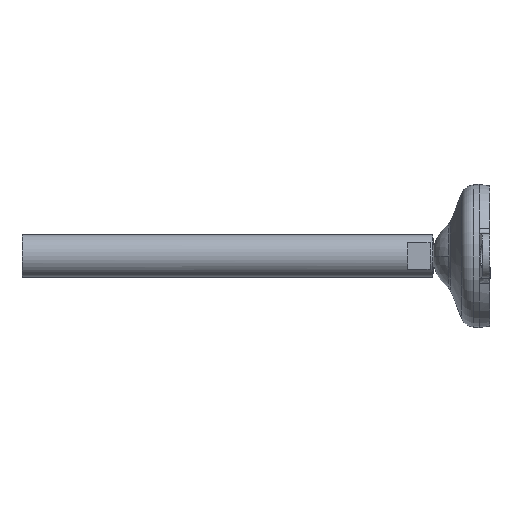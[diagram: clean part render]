
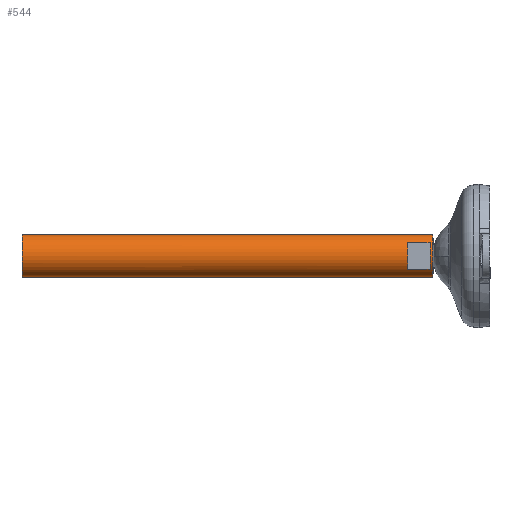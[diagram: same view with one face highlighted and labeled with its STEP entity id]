
A CAD part, left-side view. The second image highlights one B-rep face of the part: STEP entity #544.
In plain terms, the highlighted cylindrical face has radius 12 mm (diameter 24 mm), a partial arc.
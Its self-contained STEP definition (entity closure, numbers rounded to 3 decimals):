
#12 = DIRECTION ( 'NONE',  ( 0., 1., 0. ) ) ;
#16 = CARTESIAN_POINT ( 'NONE',  ( 0., 32., 12. ) ) ;
#18 = CARTESIAN_POINT ( 'NONE',  ( -9.5, 0., -7.331 ) ) ;
#42 = DIRECTION ( 'NONE',  ( 0., 0., -1. ) ) ;
#61 = EDGE_LOOP ( 'NONE', ( #816, #1150, #789, #1144 ) ) ;
#77 = DIRECTION ( 'NONE',  ( 0., -1., 0. ) ) ;
#81 = DIRECTION ( 'NONE',  ( 0., 0., 1. ) ) ;
#99 = CIRCLE ( 'NONE', #449, 12. ) ;
#121 = VECTOR ( 'NONE', #538, 1000. ) ;
#134 = FACE_BOUND ( 'NONE', #320, .T. ) ;
#141 = AXIS2_PLACEMENT_3D ( 'NONE', #1035, #77, #42 ) ;
#161 = CARTESIAN_POINT ( 'NONE',  ( 0., 0., -12. ) ) ;
#217 = AXIS2_PLACEMENT_3D ( 'NONE', #757, #1095, #1226 ) ;
#227 = CARTESIAN_POINT ( 'NONE',  ( -9.5, 33.5, 7.331 ) ) ;
#235 = VERTEX_POINT ( 'NONE', #655 ) ;
#313 = ORIENTED_EDGE ( 'NONE', *, *, #1275, .T. ) ;
#314 = DIRECTION ( 'NONE',  ( 0., 1., 0. ) ) ;
#320 = EDGE_LOOP ( 'NONE', ( #313, #841, #891, #1190 ) ) ;
#326 = LINE ( 'NONE', #480, #1395 ) ;
#335 = DIRECTION ( 'NONE',  ( 0., 0., -1. ) ) ;
#343 = CARTESIAN_POINT ( 'NONE',  ( 0., 32., -12. ) ) ;
#358 = VERTEX_POINT ( 'NONE', #343 ) ;
#369 = LINE ( 'NONE', #18, #1223 ) ;
#371 = CIRCLE ( 'NONE', #1346, 12. ) ;
#402 = VERTEX_POINT ( 'NONE', #845 ) ;
#412 = EDGE_CURVE ( 'NONE', #1141, #358, #371, .T. ) ;
#443 = VERTEX_POINT ( 'NONE', #870 ) ;
#449 = AXIS2_PLACEMENT_3D ( 'NONE', #1432, #720, #1086 ) ;
#480 = CARTESIAN_POINT ( 'NONE',  ( 0., 0., 12. ) ) ;
#538 = DIRECTION ( 'NONE',  ( 0., -1., 0. ) ) ;
#544 = ADVANCED_FACE ( 'NONE', ( #744, #134 ), #624, .T. ) ;
#604 = VERTEX_POINT ( 'NONE', #1387 ) ;
#610 = AXIS2_PLACEMENT_3D ( 'NONE', #1183, #314, #81 ) ;
#614 = EDGE_CURVE ( 'NONE', #443, #402, #1220, .T. ) ;
#624 = CYLINDRICAL_SURFACE ( 'NONE', #217, 12. ) ;
#655 = CARTESIAN_POINT ( 'NONE',  ( -9.5, 46., -7.331 ) ) ;
#657 = EDGE_CURVE ( 'NONE', #402, #358, #1239, .T. ) ;
#709 = EDGE_CURVE ( 'NONE', #443, #1141, #326, .T. ) ;
#720 = DIRECTION ( 'NONE',  ( 0., -1., 0. ) ) ;
#728 = VERTEX_POINT ( 'NONE', #227 ) ;
#744 = FACE_OUTER_BOUND ( 'NONE', #61, .T. ) ;
#757 = CARTESIAN_POINT ( 'NONE',  ( 0., 0., 0. ) ) ;
#789 = ORIENTED_EDGE ( 'NONE', *, *, #657, .T. ) ;
#816 = ORIENTED_EDGE ( 'NONE', *, *, #709, .F. ) ;
#837 = CARTESIAN_POINT ( 'NONE',  ( 0., 32., 0. ) ) ;
#841 = ORIENTED_EDGE ( 'NONE', *, *, #1069, .T. ) ;
#845 = CARTESIAN_POINT ( 'NONE',  ( 0., 261.5, -12. ) ) ;
#870 = CARTESIAN_POINT ( 'NONE',  ( 0., 261.5, 12. ) ) ;
#891 = ORIENTED_EDGE ( 'NONE', *, *, #924, .T. ) ;
#905 = VERTEX_POINT ( 'NONE', #1224 ) ;
#924 = EDGE_CURVE ( 'NONE', #604, #728, #1082, .T. ) ;
#985 = CARTESIAN_POINT ( 'NONE',  ( -9.5, 0., 7.331 ) ) ;
#1026 = CIRCLE ( 'NONE', #610, 12. ) ;
#1035 = CARTESIAN_POINT ( 'NONE',  ( 0., 261.5, 0. ) ) ;
#1069 = EDGE_CURVE ( 'NONE', #235, #604, #1026, .T. ) ;
#1082 = LINE ( 'NONE', #985, #1274 ) ;
#1086 = DIRECTION ( 'NONE',  ( 0., 0., -1. ) ) ;
#1095 = DIRECTION ( 'NONE',  ( 0., -1., 0. ) ) ;
#1141 = VERTEX_POINT ( 'NONE', #16 ) ;
#1144 = ORIENTED_EDGE ( 'NONE', *, *, #412, .F. ) ;
#1150 = ORIENTED_EDGE ( 'NONE', *, *, #614, .T. ) ;
#1171 = EDGE_CURVE ( 'NONE', #728, #905, #99, .T. ) ;
#1183 = CARTESIAN_POINT ( 'NONE',  ( 0., 46., 0. ) ) ;
#1190 = ORIENTED_EDGE ( 'NONE', *, *, #1171, .T. ) ;
#1205 = DIRECTION ( 'NONE',  ( 0., -1., 0. ) ) ;
#1220 = CIRCLE ( 'NONE', #141, 12. ) ;
#1223 = VECTOR ( 'NONE', #12, 1000. ) ;
#1224 = CARTESIAN_POINT ( 'NONE',  ( -9.5, 33.5, -7.331 ) ) ;
#1226 = DIRECTION ( 'NONE',  ( 0., 0., -1. ) ) ;
#1239 = LINE ( 'NONE', #161, #121 ) ;
#1274 = VECTOR ( 'NONE', #1205, 1000. ) ;
#1275 = EDGE_CURVE ( 'NONE', #905, #235, #369, .T. ) ;
#1346 = AXIS2_PLACEMENT_3D ( 'NONE', #837, #1404, #335 ) ;
#1387 = CARTESIAN_POINT ( 'NONE',  ( -9.5, 46., 7.331 ) ) ;
#1395 = VECTOR ( 'NONE', #1414, 1000. ) ;
#1404 = DIRECTION ( 'NONE',  ( 0., -1., 0. ) ) ;
#1414 = DIRECTION ( 'NONE',  ( 0., -1., 0. ) ) ;
#1432 = CARTESIAN_POINT ( 'NONE',  ( 0., 33.5, 0. ) ) ;
